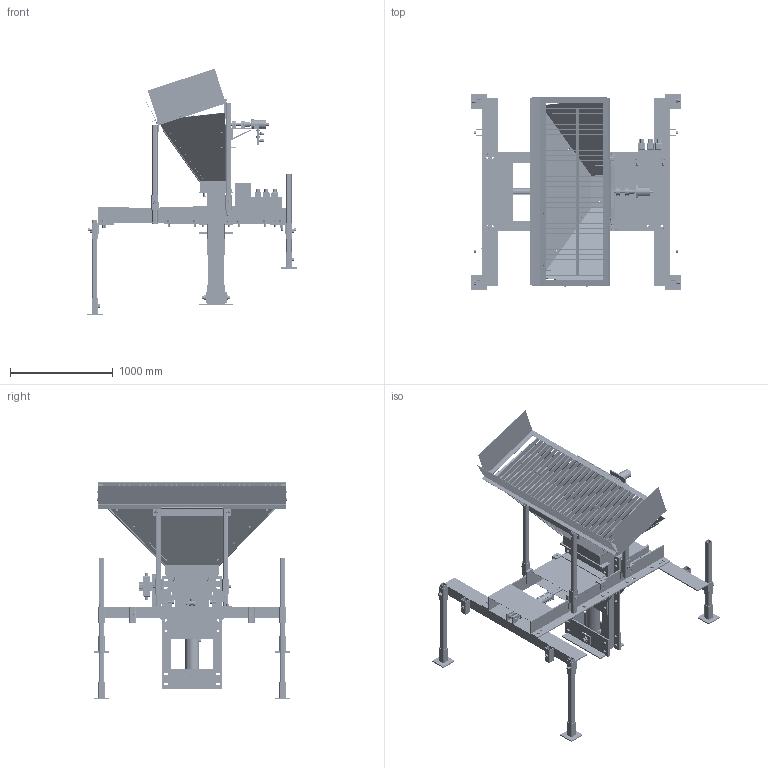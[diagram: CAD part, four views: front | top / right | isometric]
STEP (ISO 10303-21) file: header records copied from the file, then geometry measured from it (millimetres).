
FILE_DESCRIPTION(/* description */ ('Alibre Inc.'),/* implementation_level */ '2;1');
FILE_NAME(/* name */ 'export0',/* time_stamp */ '2013-08-14T23:19:33-05:00',/* author */ (''),/* organization */ (''),/* preprocessor_version */ 'ST-DEVELOPER v14',/* originating_system */ 'Alibre',/* authorisation */ '');
FILE_SCHEMA (('CONFIG_CONTROL_DESIGN'));
Products named in the file (150): ID_1; ID_2; ID_3; ID_4; ID_5; ID_6; ID_7; ID_8; ID_9; ID_10; ID_11; ID_12; ID_13; ID_14; ID_15; ID_16; ID_17; ID_18; ID_19; ID_20; ID_21; ID_22; ID_23; ID_24; ID_25; ID_26; ID_27; ID_28; ID_29; ID_30; ID_31; ID_32; ID_33; ID_34; ID_35; ID_36; ID_37; ID_38; ID_39; ID_40 ...
Bounding box: 2044.7 x 1918.21 x 2403.65 mm (x, y, z)
Volume: 129082489.7 mm3; surface area: 33251858.5 mm2
Topology: 314 solids, 314 shells, 5365 faces, 12613 edges, 8019 vertices
Faces by surface type: plane 2651, cylinder 1751, cone 856, bspline 60, torus 39, sphere 8
Full cylindrical faces by diameter (mm): 12.7 x4, 14.287 x4, 16.256 x2, 20.32 x14, 25.4 x86, 57.15 x2
Entity records: 94603 total; most frequent: CARTESIAN_POINT 20886, ORIENTED_EDGE 11152, DIRECTION 11042, EDGE_CURVE 5576, AXIS2_PLACEMENT_3D 4597, VERTEX_POINT 3646, VECTOR 2988, LINE 2988
